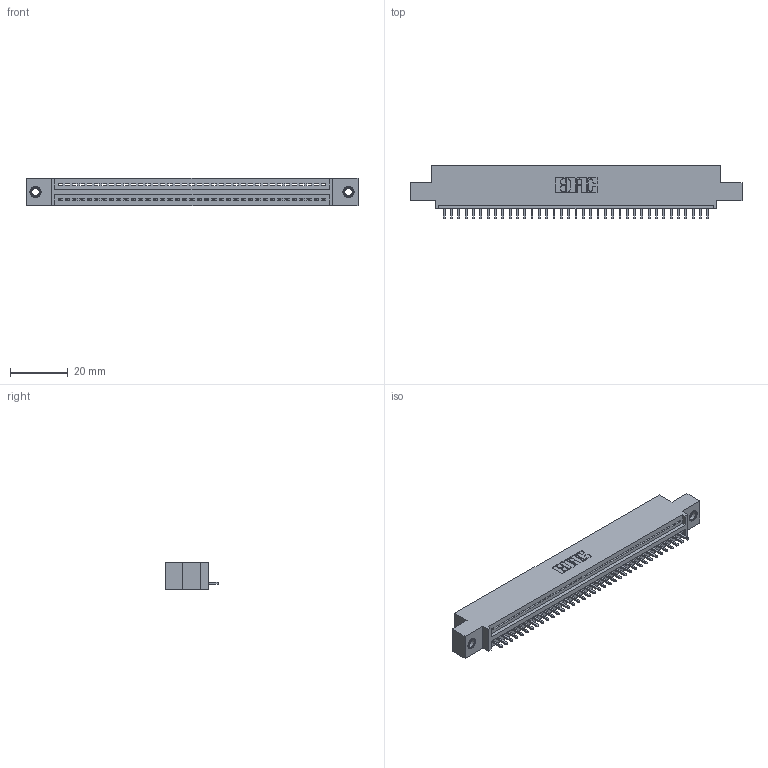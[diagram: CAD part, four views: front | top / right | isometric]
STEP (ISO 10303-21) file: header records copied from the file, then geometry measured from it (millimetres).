
FILE_DESCRIPTION (( 'STEP AP203' ), '1' );
FILE_NAME ('345-037-521-407.STEP', '2019-10-08T00:44:03', ( '' ), ( '' ), 'SwSTEP 2.0', 'SolidWorks 2016', '' );
FILE_SCHEMA (( 'CONFIG_CONTROL_DESIGN' ));
Length unit declared in the file: inch
Products named in the file (4): 345-292-001_345-293-121; 345-250-001_345-250-005-103; 345-037-521-407; 345 Part_0.110 Offset - 0.156 Dia-TI
Assembly tree (40 placements, depth 2):
  345-037-521-407
    345 Part_0.110 Offset - 0.156 Dia-TI
    345-292-001_345-293-121  x37
    345-250-001_345-250-005-103  x2
Bounding box: 115.19 x 18.72 x 9.4 mm (x, y, z)
Volume: 10707.7 mm3; surface area: 13864.3 mm2
Topology: 40 solids, 40 shells, 2336 faces, 7001 edges, 4610 vertices
Faces by surface type: plane 1596, cylinder 724, cone 12, torus 4
Entity records: 29856 total; most frequent: CARTESIAN_POINT 5154, ORIENTED_EDGE 5118, DIRECTION 4535, EDGE_CURVE 2559, LINE 2259, VECTOR 2259, VERTEX_POINT 1700, AXIS2_PLACEMENT_3D 1138
